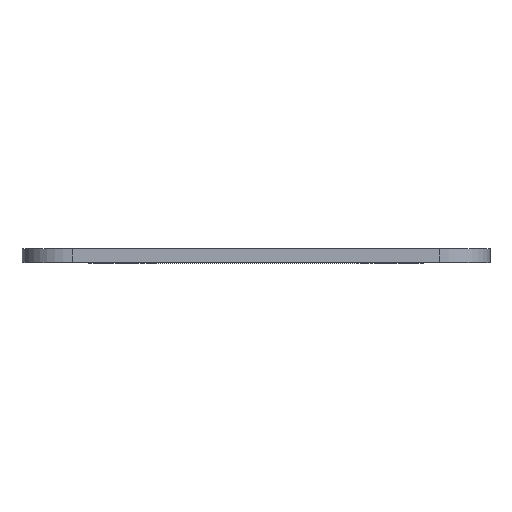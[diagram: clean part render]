
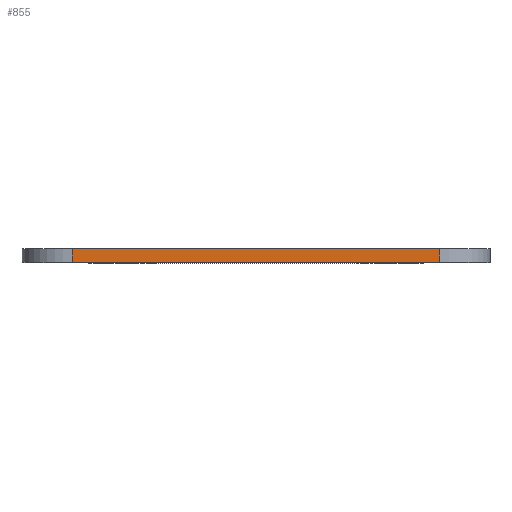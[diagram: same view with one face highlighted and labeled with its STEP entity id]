
A CAD part, top view. The second image highlights one B-rep face of the part: STEP entity #855.
In plain terms, the highlighted planar face has unit normal (0, 0, 1).
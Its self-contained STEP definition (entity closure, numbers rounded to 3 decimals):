
#65=PLANE('',#961);
#103=FACE_OUTER_BOUND('',#152,.T.);
#152=EDGE_LOOP('',(#753,#754,#755,#756));
#211=LINE('',#1347,#283);
#230=LINE('',#1437,#302);
#234=LINE('',#1446,#306);
#236=LINE('',#1450,#308);
#283=VECTOR('',#1095,10.);
#302=VECTOR('',#1190,10.);
#306=VECTOR('',#1200,10.);
#308=VECTOR('',#1206,10.);
#404=VERTEX_POINT('',#1344);
#405=VERTEX_POINT('',#1346);
#438=VERTEX_POINT('',#1435);
#439=VERTEX_POINT('',#1442);
#508=EDGE_CURVE('',#405,#404,#211,.T.);
#553=EDGE_CURVE('',#438,#404,#230,.T.);
#558=EDGE_CURVE('',#405,#439,#234,.T.);
#560=EDGE_CURVE('',#439,#438,#236,.T.);
#753=ORIENTED_EDGE('',*,*,#553,.F.);
#754=ORIENTED_EDGE('',*,*,#560,.F.);
#755=ORIENTED_EDGE('',*,*,#558,.F.);
#756=ORIENTED_EDGE('',*,*,#508,.T.);
#855=ADVANCED_FACE('',(#103),#65,.T.);
#961=AXIS2_PLACEMENT_3D('',#1449,#1204,#1205);
#1095=DIRECTION('',(1.,0.,0.));
#1190=DIRECTION('',(0.,-1.,0.));
#1200=DIRECTION('',(0.,1.,0.));
#1204=DIRECTION('center_axis',(0.,0.,1.));
#1205=DIRECTION('ref_axis',(1.,0.,0.));
#1206=DIRECTION('',(1.,0.,0.));
#1344=CARTESIAN_POINT('',(55.,0.,85.));
#1346=CARTESIAN_POINT('',(-55.,0.,85.));
#1347=CARTESIAN_POINT('',(-70.,0.,85.));
#1435=CARTESIAN_POINT('',(55.,4.,85.));
#1437=CARTESIAN_POINT('',(55.,0.,85.));
#1442=CARTESIAN_POINT('',(-55.,4.,85.));
#1446=CARTESIAN_POINT('',(-55.,0.,85.));
#1449=CARTESIAN_POINT('Origin',(-70.,0.,85.));
#1450=CARTESIAN_POINT('',(-70.,4.,85.));
